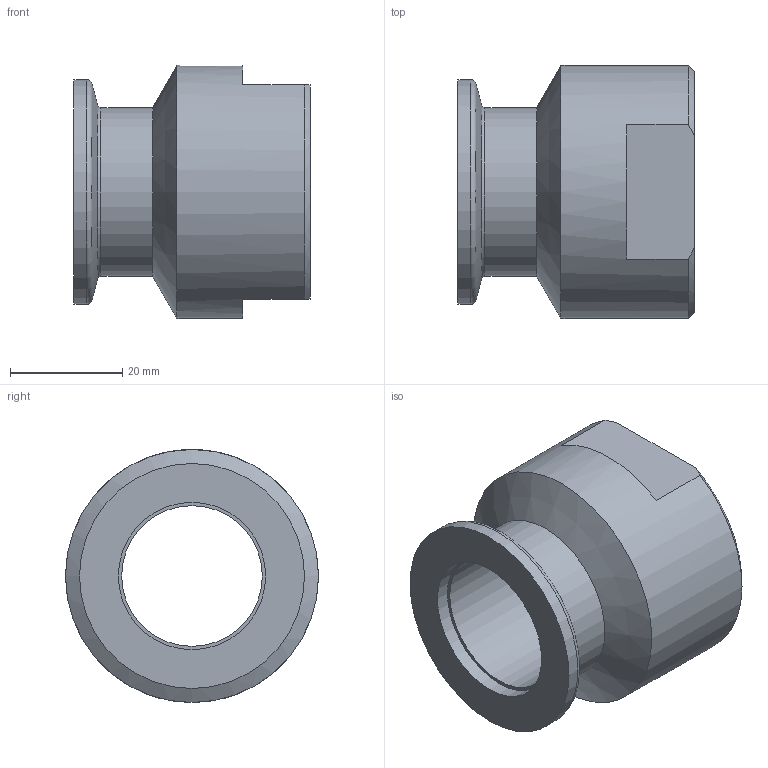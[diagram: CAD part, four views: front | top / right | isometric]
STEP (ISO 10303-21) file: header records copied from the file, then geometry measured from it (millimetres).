
FILE_DESCRIPTION (( 'STEP AP214' ), '1' );
FILE_NAME ('1KF25NF1 FULLVAC.STEP', '2021-03-12T11:08:46', ( '' ), ( '' ), 'SwSTEP 2.0', 'SolidWorks 2017', '' );
FILE_SCHEMA (( 'AUTOMOTIVE_DESIGN' ));
Length unit declared in the file: millimetre
Products named in the file (1): 1KF25NF1 FULLVAC
Bounding box: 42 x 45 x 45 mm (x, y, z)
Volume: 25527.7 mm3; surface area: 11751.8 mm2
Topology: 1 solids, 1 shells, 25 faces, 58 edges, 37 vertices
Faces by surface type: plane 8, cone 7, cylinder 6, torus 4
Full cylindrical faces by diameter (mm): 25 x1, 26.2 x1, 30 x1, 33 x1, 40 x1, 45 x1
Entity records: 620 total; most frequent: DIRECTION 108, CARTESIAN_POINT 104, ORIENTED_EDGE 72, AXIS2_PLACEMENT_3D 50, EDGE_LOOP 44, EDGE_CURVE 36, FACE_OUTER_BOUND 35, VERTEX_POINT 30
